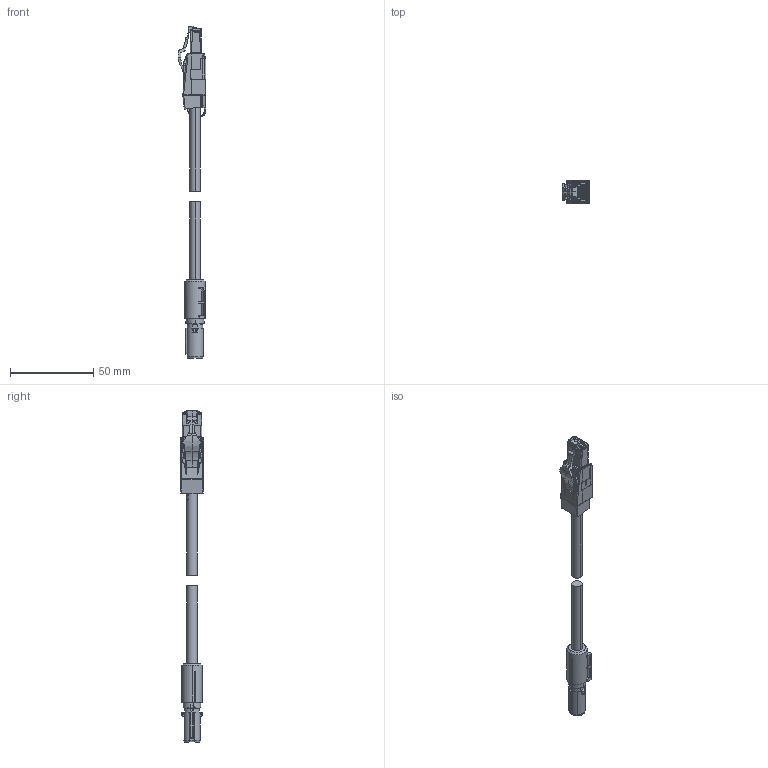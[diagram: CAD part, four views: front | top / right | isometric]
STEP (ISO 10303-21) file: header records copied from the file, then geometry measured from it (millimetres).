
FILE_DESCRIPTION(('CATIA V5 STEP Exchange','CAx-IF Rec.Pracs.--- Model Styling and Organization---1.4--- 2014-01-23'),'2;1');
FILE_NAME ('472850-3_0_2451090100_2451090100.stp','2020-07-27T13:33:00+00:00',('none'),('Weidmueller'),'CATIA Version 5-6 Release 2016 SP3 HF44','CATIA V5 STEP AP214','none');
FILE_SCHEMA(('AUTOMOTIVE_DESIGN { 1 0 10303 214 1 1 1 1 }'));
Products named in the file (1): 2451090100
Bounding box: 16.51 x 13.8 x 198.99 mm (x, y, z)
Volume: 13807.8 mm3; surface area: 10237.4 mm2
Topology: 37 solids, 37 shells, 2209 faces, 5810 edges, 3642 vertices
Faces by surface type: plane 1068, cylinder 644, bspline 257, cone 93, sphere 54, torus 53, extrusion 40
Entity records: 82647 total; most frequent: CARTESIAN_POINT 34556, ORIENTED_EDGE 11532, DIRECTION 7388, EDGE_CURVE 5723, VERTEX_POINT 3603, VECTOR 3533, LINE 3493, EDGE_LOOP 2244
